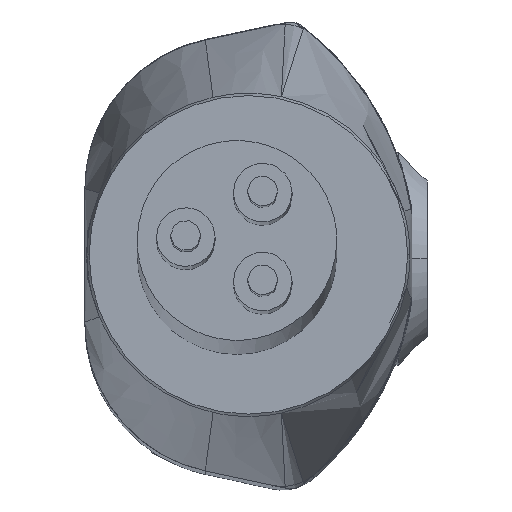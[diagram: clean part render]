
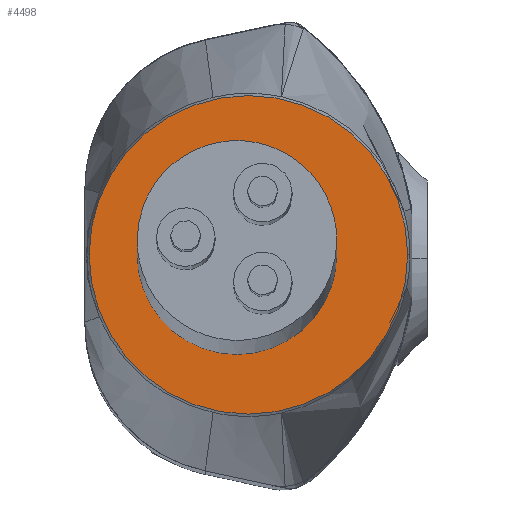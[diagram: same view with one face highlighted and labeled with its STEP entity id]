
A CAD part, top view. The second image highlights one B-rep face of the part: STEP entity #4498.
In plain terms, the highlighted planar face has unit normal (0, 0, 1).
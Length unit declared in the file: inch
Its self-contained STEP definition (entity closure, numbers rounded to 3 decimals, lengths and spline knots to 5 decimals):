
#103 = AXIS2_PLACEMENT_3D ( 'NONE', #6268, #2559, #6874 ) ;
#424 = CARTESIAN_POINT ( 'NONE',  ( 0.08977, -0.00015, 0.683 ) ) ;
#466 = AXIS2_PLACEMENT_3D ( 'NONE', #2550, #6865, #3174 ) ;
#593 = AXIS2_PLACEMENT_3D ( 'NONE', #1029, #5423, #1698 ) ;
#1029 = CARTESIAN_POINT ( 'NONE',  ( 0., 0., 0.683 ) ) ;
#1047 = EDGE_CURVE ( 'NONE', #7981, #1089, #1568, .T. ) ;
#1089 = VERTEX_POINT ( 'NONE', #424 ) ;
#1215 = CARTESIAN_POINT ( 'NONE',  ( -0.07777, -0.00015, 0.683 ) ) ;
#1239 = CIRCLE ( 'NONE', #103, 0.0525 ) ;
#1295 = ORIENTED_EDGE ( 'NONE', *, *, #2537, .T. ) ;
#1336 = ORIENTED_EDGE ( 'NONE', *, *, #3800, .F. ) ;
#1568 = CIRCLE ( 'NONE', #4123, 0.08377 ) ;
#1698 = DIRECTION ( 'NONE',  ( -1., 0., 0. ) ) ;
#1749 = DIRECTION ( 'NONE',  ( 0., 0., -1. ) ) ;
#2116 = CARTESIAN_POINT ( 'NONE',  ( -0.0525, 0., 0.683 ) ) ;
#2537 = EDGE_CURVE ( 'NONE', #6189, #4195, #4899, .T. ) ;
#2550 = CARTESIAN_POINT ( 'NONE',  ( 0.09144, -0.08559, 0.683 ) ) ;
#2559 = DIRECTION ( 'NONE',  ( 0., 0., -1. ) ) ;
#2939 = DIRECTION ( 'NONE',  ( 0., 0., -1. ) ) ;
#2982 = EDGE_LOOP ( 'NONE', ( #3150, #1336 ) ) ;
#3150 = ORIENTED_EDGE ( 'NONE', *, *, #1047, .F. ) ;
#3174 = DIRECTION ( 'NONE',  ( 0., 1., 0. ) ) ;
#3706 = EDGE_CURVE ( 'NONE', #4195, #6189, #1239, .T. ) ;
#3800 = EDGE_CURVE ( 'NONE', #1089, #7981, #3846, .T. ) ;
#3846 = CIRCLE ( 'NONE', #7613, 0.08377 ) ;
#4123 = AXIS2_PLACEMENT_3D ( 'NONE', #7257, #2939, #6654 ) ;
#4195 = VERTEX_POINT ( 'NONE', #2116 ) ;
#4498 = ADVANCED_FACE ( 'NONE', ( #6766, #5206 ), #7436, .T. ) ;
#4899 = CIRCLE ( 'NONE', #593, 0.0525 ) ;
#5202 = EDGE_LOOP ( 'NONE', ( #7773, #1295 ) ) ;
#5206 = FACE_OUTER_BOUND ( 'NONE', #2982, .T. ) ;
#5423 = DIRECTION ( 'NONE',  ( 0., 0., -1. ) ) ;
#5471 = CARTESIAN_POINT ( 'NONE',  ( 0.006, -0.00015, 0.683 ) ) ;
#6094 = DIRECTION ( 'NONE',  ( -1., 0., 0. ) ) ;
#6189 = VERTEX_POINT ( 'NONE', #7802 ) ;
#6268 = CARTESIAN_POINT ( 'NONE',  ( 0., 0., 0.683 ) ) ;
#6654 = DIRECTION ( 'NONE',  ( -1., 0., 0. ) ) ;
#6766 = FACE_BOUND ( 'NONE', #5202, .T. ) ;
#6865 = DIRECTION ( 'NONE',  ( 0., 0., 1. ) ) ;
#6874 = DIRECTION ( 'NONE',  ( -1., 0., 0. ) ) ;
#7257 = CARTESIAN_POINT ( 'NONE',  ( 0.006, -0.00015, 0.683 ) ) ;
#7436 = PLANE ( 'NONE',  #466 ) ;
#7613 = AXIS2_PLACEMENT_3D ( 'NONE', #5471, #1749, #6094 ) ;
#7773 = ORIENTED_EDGE ( 'NONE', *, *, #3706, .T. ) ;
#7802 = CARTESIAN_POINT ( 'NONE',  ( 0.0525, 0., 0.683 ) ) ;
#7981 = VERTEX_POINT ( 'NONE', #1215 ) ;
